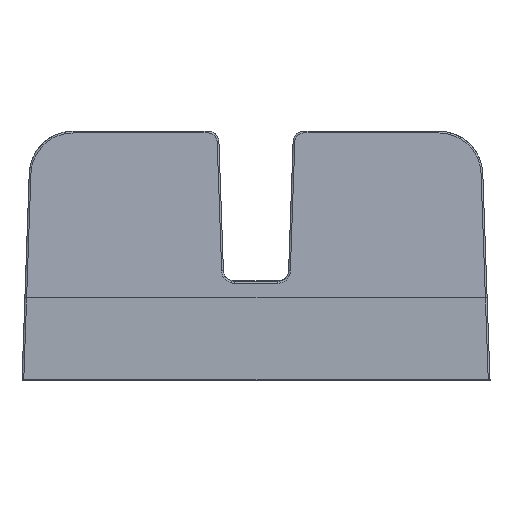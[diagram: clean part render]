
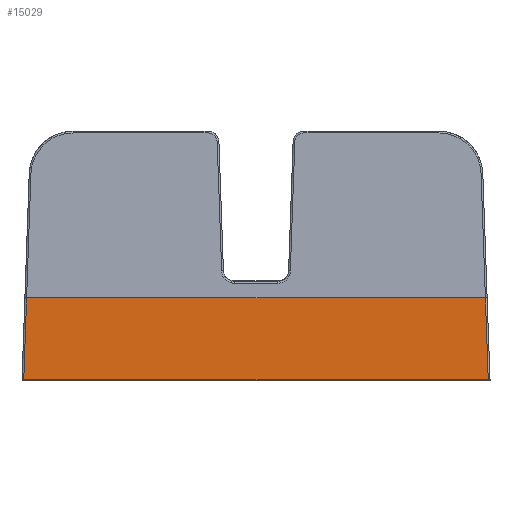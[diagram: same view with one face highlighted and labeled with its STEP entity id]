
A CAD part, top view. The second image highlights one B-rep face of the part: STEP entity #15029.
In plain terms, the highlighted planar face has unit normal (0, 0, 1).
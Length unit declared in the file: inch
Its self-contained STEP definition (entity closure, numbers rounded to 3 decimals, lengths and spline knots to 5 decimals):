
#604 = DIRECTION ( 'NONE',  ( 1., 0., 0. ) ) ;
#1120 = VECTOR ( 'NONE', #40479, 39.37008 ) ;
#2545 = FACE_OUTER_BOUND ( 'NONE', #60375, .T. ) ;
#7831 = PLANE ( 'NONE',  #64687 ) ;
#8116 = CARTESIAN_POINT ( 'NONE',  ( -2., 0., 0.886 ) ) ;
#11434 = VERTEX_POINT ( 'NONE', #67924 ) ;
#11792 = EDGE_CURVE ( 'NONE', #11434, #61498, #66562, .T. ) ;
#14457 = DIRECTION ( 'NONE',  ( 0., -1., 0. ) ) ;
#15029 = ADVANCED_FACE ( 'NONE', ( #2545 ), #7831, .F. ) ;
#16176 = CARTESIAN_POINT ( 'NONE',  ( 1.98499, 0., 0.886 ) ) ;
#17948 = VERTEX_POINT ( 'NONE', #78416 ) ;
#20077 = LINE ( 'NONE', #65604, #53871 ) ;
#23710 = ORIENTED_EDGE ( 'NONE', *, *, #77036, .T. ) ;
#24034 = CARTESIAN_POINT ( 'NONE',  ( 1.96056, 0.69948, 0.886 ) ) ;
#25525 = ORIENTED_EDGE ( 'NONE', *, *, #11792, .F. ) ;
#25816 = CARTESIAN_POINT ( 'NONE',  ( -2., 0., 0.886 ) ) ;
#28015 = VECTOR ( 'NONE', #604, 39.37008 ) ;
#36078 = ORIENTED_EDGE ( 'NONE', *, *, #55592, .T. ) ;
#38439 = VERTEX_POINT ( 'NONE', #16176 ) ;
#40479 = DIRECTION ( 'NONE',  ( 1., 0., 0. ) ) ;
#42311 = CARTESIAN_POINT ( 'NONE',  ( 1.96055, 0.7, 0.886 ) ) ;
#45930 = EDGE_CURVE ( 'NONE', #11434, #17948, #20077, .T. ) ;
#52475 = DIRECTION ( 'NONE',  ( 0., 0., -1. ) ) ;
#53871 = VECTOR ( 'NONE', #65324, 39.37008 ) ;
#55592 = EDGE_CURVE ( 'NONE', #17948, #38439, #61769, .T. ) ;
#60223 = LINE ( 'NONE', #24034, #75062 ) ;
#60375 = EDGE_LOOP ( 'NONE', ( #36078, #23710, #25525, #78478 ) ) ;
#61498 = VERTEX_POINT ( 'NONE', #42311 ) ;
#61769 = LINE ( 'NONE', #25816, #28015 ) ;
#62032 = DIRECTION ( 'NONE',  ( -0.035, 0.999, 0. ) ) ;
#64687 = AXIS2_PLACEMENT_3D ( 'NONE', #8116, #52475, #14457 ) ;
#65324 = DIRECTION ( 'NONE',  ( -0.035, -0.999, 0. ) ) ;
#65604 = CARTESIAN_POINT ( 'NONE',  ( -1.98501, -0.00052, 0.886 ) ) ;
#66562 = LINE ( 'NONE', #71777, #1120 ) ;
#67924 = CARTESIAN_POINT ( 'NONE',  ( -1.96055, 0.7, 0.886 ) ) ;
#71777 = CARTESIAN_POINT ( 'NONE',  ( -2., 0.7, 0.886 ) ) ;
#75062 = VECTOR ( 'NONE', #62032, 39.37008 ) ;
#77036 = EDGE_CURVE ( 'NONE', #38439, #61498, #60223, .T. ) ;
#78416 = CARTESIAN_POINT ( 'NONE',  ( -1.98499, 0., 0.886 ) ) ;
#78478 = ORIENTED_EDGE ( 'NONE', *, *, #45930, .T. ) ;
